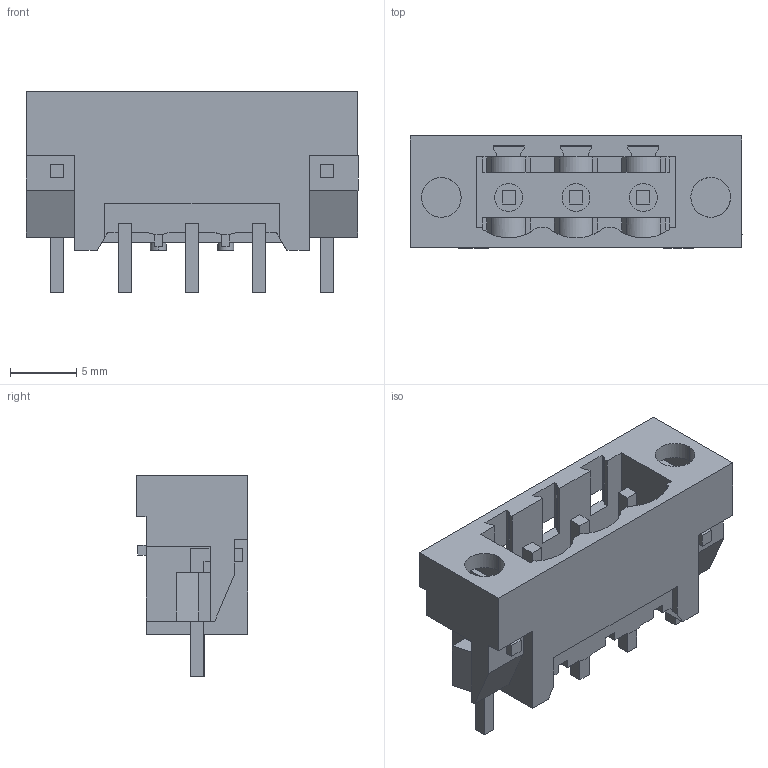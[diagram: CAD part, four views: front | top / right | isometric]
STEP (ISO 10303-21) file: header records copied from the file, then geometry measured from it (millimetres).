
FILE_DESCRIPTION(('CATIA V5 STEP Exchange','CAx-IF Rec.Pracs.--- Model Styling and Organization---1.2---2011-12-15'),'2;1');
FILE_NAME ('D1457041_0_1838450000_1838450000.stp','2018-03-21T14:08:37+00:00',('none'),('Weidmueller'),'CATIA Version 5-6 Release 2014','CATIA V5 STEP AP214','none');
FILE_SCHEMA(('AUTOMOTIVE_DESIGN { 1 0 10303 214 1 1 1 1 }'));
Length unit declared in the file: millimetre
Products named in the file (1): 1838450000
Bounding box: 25.04 x 8.43 x 15.2 mm (x, y, z)
Volume: 1069.7 mm3; surface area: 2277.5 mm2
Topology: 6 solids, 6 shells, 273 faces, 829 edges, 562 vertices
Faces by surface type: plane 243, cylinder 27, extrusion 3
Entity records: 9405 total; most frequent: CARTESIAN_POINT 1978, ORIENTED_EDGE 1658, DIRECTION 1322, EDGE_CURVE 829, VECTOR 732, LINE 729, VERTEX_POINT 562, AXIS2_PLACEMENT_3D 320
